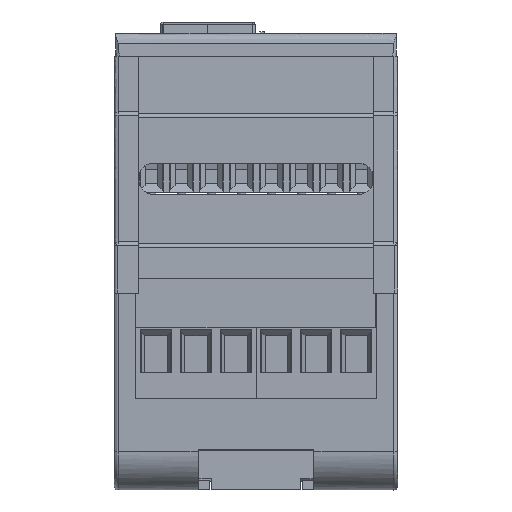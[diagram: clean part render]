
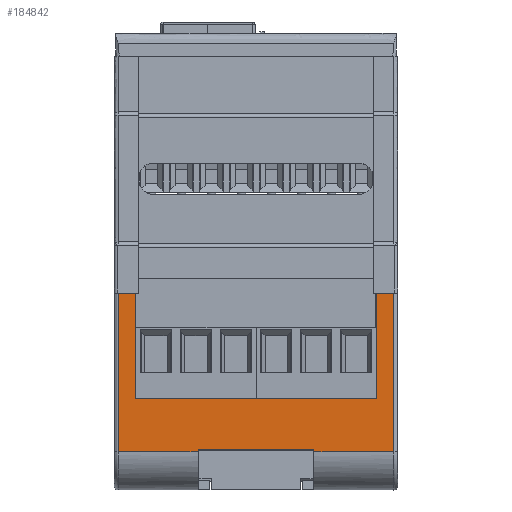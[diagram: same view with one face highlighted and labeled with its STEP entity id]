
A CAD part, front view. The second image highlights one B-rep face of the part: STEP entity #184842.
In plain terms, the highlighted free-form (B-spline) face has degree [1, 1] with [2, 2] control points.
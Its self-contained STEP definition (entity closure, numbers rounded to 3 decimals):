
#175351 = EDGE_CURVE('',#175352,#175354,#175356,.T.);
#175352 = VERTEX_POINT('',#175353);
#175353 = CARTESIAN_POINT('',(25.356,-64.668,
    -0.169));
#175354 = VERTEX_POINT('',#175355);
#175355 = CARTESIAN_POINT('',(25.356,-65.176,
    28.973));
#175356 = B_SPLINE_CURVE_WITH_KNOTS('',1,(#175357,#175358),
  .UNSPECIFIED.,.F.,.F.,(2,2),(-10.308,9.811),
  .PIECEWISE_BEZIER_KNOTS.);
#175357 = CARTESIAN_POINT('',(25.356,-64.668,
    -0.169));
#175358 = CARTESIAN_POINT('',(25.356,-65.176,
    28.973));
#175621 = VERTEX_POINT('',#175622);
#175622 = CARTESIAN_POINT('',(22.237,-65.176,
    28.973));
#175627 = EDGE_CURVE('',#175354,#175621,#175628,.T.);
#175628 = B_SPLINE_CURVE_WITH_KNOTS('',1,(#175629,#175630),
  .UNSPECIFIED.,.F.,.F.,(2,2),(-151.053,-148.9),
  .PIECEWISE_BEZIER_KNOTS.);
#175629 = CARTESIAN_POINT('',(25.356,-65.176,
    28.973));
#175630 = CARTESIAN_POINT('',(22.237,-65.176,
    28.973));
#176029 = VERTEX_POINT('',#176030);
#176030 = CARTESIAN_POINT('',(-10.648,-64.674,
    0.189));
#176035 = EDGE_CURVE('',#176036,#176029,#176038,.T.);
#176036 = VERTEX_POINT('',#176037);
#176037 = CARTESIAN_POINT('',(-10.648,-64.668,
    -0.169));
#176038 = B_SPLINE_CURVE_WITH_KNOTS('',1,(#176039,#176040),
  .UNSPECIFIED.,.F.,.F.,(2,2),(4.884,5.131),
  .PIECEWISE_BEZIER_KNOTS.);
#176039 = CARTESIAN_POINT('',(-10.648,-64.668,
    -0.169));
#176040 = CARTESIAN_POINT('',(-10.648,-64.674,
    0.189));
#176556 = VERTEX_POINT('',#176557);
#176557 = CARTESIAN_POINT('',(10.648,-64.668,
    -0.169));
#176563 = EDGE_CURVE('',#176564,#176556,#176566,.T.);
#176564 = VERTEX_POINT('',#176565);
#176565 = CARTESIAN_POINT('',(10.648,-64.674,
    0.189));
#176566 = B_SPLINE_CURVE_WITH_KNOTS('',1,(#176567,#176568),
  .UNSPECIFIED.,.F.,.F.,(2,2),(-5.131,-4.884),
  .PIECEWISE_BEZIER_KNOTS.);
#176567 = CARTESIAN_POINT('',(10.648,-64.674,
    0.189));
#176568 = CARTESIAN_POINT('',(10.648,-64.668,
    -0.169));
#178738 = VERTEX_POINT('',#178739);
#178739 = CARTESIAN_POINT('',(-25.356,-64.668,
    -0.169));
#178745 = EDGE_CURVE('',#178746,#178738,#178748,.T.);
#178746 = VERTEX_POINT('',#178747);
#178747 = CARTESIAN_POINT('',(-25.356,-65.176,
    28.973));
#178748 = B_SPLINE_CURVE_WITH_KNOTS('',1,(#178749,#178750),
  .UNSPECIFIED.,.F.,.F.,(2,2),(-9.811,10.308),
  .PIECEWISE_BEZIER_KNOTS.);
#178749 = CARTESIAN_POINT('',(-25.356,-65.176,
    28.973));
#178750 = CARTESIAN_POINT('',(-25.356,-64.668,
    -0.169));
#182199 = VERTEX_POINT('',#182200);
#182200 = CARTESIAN_POINT('',(-22.237,-64.838,
    9.561));
#182205 = EDGE_CURVE('',#182206,#182199,#182208,.T.);
#182206 = VERTEX_POINT('',#182207);
#182207 = CARTESIAN_POINT('',(-14.342,-64.838,
    9.561));
#182208 = B_SPLINE_CURVE_WITH_KNOTS('',1,(#182209,#182210),
  .UNSPECIFIED.,.F.,.F.,(2,2),(-123.65,-118.2),
  .PIECEWISE_BEZIER_KNOTS.);
#182209 = CARTESIAN_POINT('',(-14.342,-64.838,
    9.561));
#182210 = CARTESIAN_POINT('',(-22.237,-64.838,
    9.561));
#182227 = VERTEX_POINT('',#182228);
#182228 = CARTESIAN_POINT('',(14.342,-64.838,
    9.561));
#182233 = EDGE_CURVE('',#182234,#182227,#182236,.T.);
#182234 = VERTEX_POINT('',#182235);
#182235 = CARTESIAN_POINT('',(22.237,-64.838,
    9.561));
#182236 = B_SPLINE_CURVE_WITH_KNOTS('',1,(#182237,#182238),
  .UNSPECIFIED.,.F.,.F.,(2,2),(-148.9,-143.45),
  .PIECEWISE_BEZIER_KNOTS.);
#182237 = CARTESIAN_POINT('',(22.237,-64.838,
    9.561));
#182238 = CARTESIAN_POINT('',(14.342,-64.838,
    9.561));
#182782 = EDGE_CURVE('',#182227,#182206,#182783,.T.);
#182783 = B_SPLINE_CURVE_WITH_KNOTS('',1,(#182784,#182785),
  .UNSPECIFIED.,.F.,.F.,(2,2),(-116.7,-96.9),.PIECEWISE_BEZIER_KNOTS.);
#182784 = CARTESIAN_POINT('',(14.342,-64.838,
    9.561));
#182785 = CARTESIAN_POINT('',(-14.342,-64.838,
    9.561));
#183228 = EDGE_CURVE('',#175621,#182234,#183229,.T.);
#183229 = B_SPLINE_CURVE_WITH_KNOTS('',1,(#183230,#183231),
  .UNSPECIFIED.,.F.,.F.,(2,2),(-25.004,-11.602),
  .PIECEWISE_BEZIER_KNOTS.);
#183230 = CARTESIAN_POINT('',(22.237,-65.176,
    28.973));
#183231 = CARTESIAN_POINT('',(22.237,-64.838,
    9.561));
#183788 = EDGE_CURVE('',#183789,#178746,#183791,.T.);
#183789 = VERTEX_POINT('',#183790);
#183790 = CARTESIAN_POINT('',(-22.237,-65.176,
    28.973));
#183791 = B_SPLINE_CURVE_WITH_KNOTS('',1,(#183792,#183793),
  .UNSPECIFIED.,.F.,.F.,(2,2),(-118.2,-116.047),
  .PIECEWISE_BEZIER_KNOTS.);
#183792 = CARTESIAN_POINT('',(-22.237,-65.176,
    28.973));
#183793 = CARTESIAN_POINT('',(-25.356,-65.176,
    28.973));
#183973 = EDGE_CURVE('',#176564,#176029,#183974,.T.);
#183974 = B_SPLINE_CURVE_WITH_KNOTS('',1,(#183975,#183976),
  .UNSPECIFIED.,.F.,.F.,(2,2),(-87.35,-72.65),.PIECEWISE_BEZIER_KNOTS.);
#183975 = CARTESIAN_POINT('',(10.648,-64.674,
    0.189));
#183976 = CARTESIAN_POINT('',(-10.648,-64.674,
    0.189));
#184445 = EDGE_CURVE('',#175352,#176556,#184446,.T.);
#184446 = B_SPLINE_CURVE_WITH_KNOTS('',1,(#184447,#184448),
  .UNSPECIFIED.,.F.,.F.,(2,2),(-7.538,2.615),
  .PIECEWISE_BEZIER_KNOTS.);
#184447 = CARTESIAN_POINT('',(25.356,-64.668,
    -0.169));
#184448 = CARTESIAN_POINT('',(10.648,-64.668,
    -0.169));
#184842 = ADVANCED_FACE('',(#184843),#184867,.T.);
#184843 = FACE_BOUND('',#184844,.T.);
#184844 = EDGE_LOOP('',(#184845,#184846,#184851,#184852,#184853,#184858,
    #184859,#184860,#184861,#184862,#184863,#184864,#184865,#184866));
#184845 = ORIENTED_EDGE('',*,*,#182205,.T.);
#184846 = ORIENTED_EDGE('',*,*,#184847,.T.);
#184847 = EDGE_CURVE('',#182199,#183789,#184848,.T.);
#184848 = B_SPLINE_CURVE_WITH_KNOTS('',1,(#184849,#184850),
  .UNSPECIFIED.,.F.,.F.,(2,2),(11.602,25.004),
  .PIECEWISE_BEZIER_KNOTS.);
#184849 = CARTESIAN_POINT('',(-22.237,-64.838,
    9.561));
#184850 = CARTESIAN_POINT('',(-22.237,-65.176,
    28.973));
#184851 = ORIENTED_EDGE('',*,*,#183788,.T.);
#184852 = ORIENTED_EDGE('',*,*,#178745,.T.);
#184853 = ORIENTED_EDGE('',*,*,#184854,.T.);
#184854 = EDGE_CURVE('',#178738,#176036,#184855,.T.);
#184855 = B_SPLINE_CURVE_WITH_KNOTS('',1,(#184856,#184857),
  .UNSPECIFIED.,.F.,.F.,(2,2),(-7.703,2.45),
  .PIECEWISE_BEZIER_KNOTS.);
#184856 = CARTESIAN_POINT('',(-25.356,-64.668,
    -0.169));
#184857 = CARTESIAN_POINT('',(-10.648,-64.668,
    -0.169));
#184858 = ORIENTED_EDGE('',*,*,#176035,.T.);
#184859 = ORIENTED_EDGE('',*,*,#183973,.F.);
#184860 = ORIENTED_EDGE('',*,*,#176563,.T.);
#184861 = ORIENTED_EDGE('',*,*,#184445,.F.);
#184862 = ORIENTED_EDGE('',*,*,#175351,.T.);
#184863 = ORIENTED_EDGE('',*,*,#175627,.T.);
#184864 = ORIENTED_EDGE('',*,*,#183228,.T.);
#184865 = ORIENTED_EDGE('',*,*,#182233,.T.);
#184866 = ORIENTED_EDGE('',*,*,#182782,.T.);
#184867 = B_SPLINE_SURFACE_WITH_KNOTS('',1,1,(
    (#184868,#184869)
    ,(#184870,#184871
    )),.UNSPECIFIED.,.F.,.F.,.F.,(2,2),(2,2),(-13.953,
    21.053),(-20.003,0.117),
  .PIECEWISE_BEZIER_KNOTS.);
#184868 = CARTESIAN_POINT('',(25.356,-65.176,
    28.973));
#184869 = CARTESIAN_POINT('',(25.356,-64.668,
    -0.169));
#184870 = CARTESIAN_POINT('',(-25.356,-65.176,
    28.973));
#184871 = CARTESIAN_POINT('',(-25.356,-64.668,
    -0.169));
